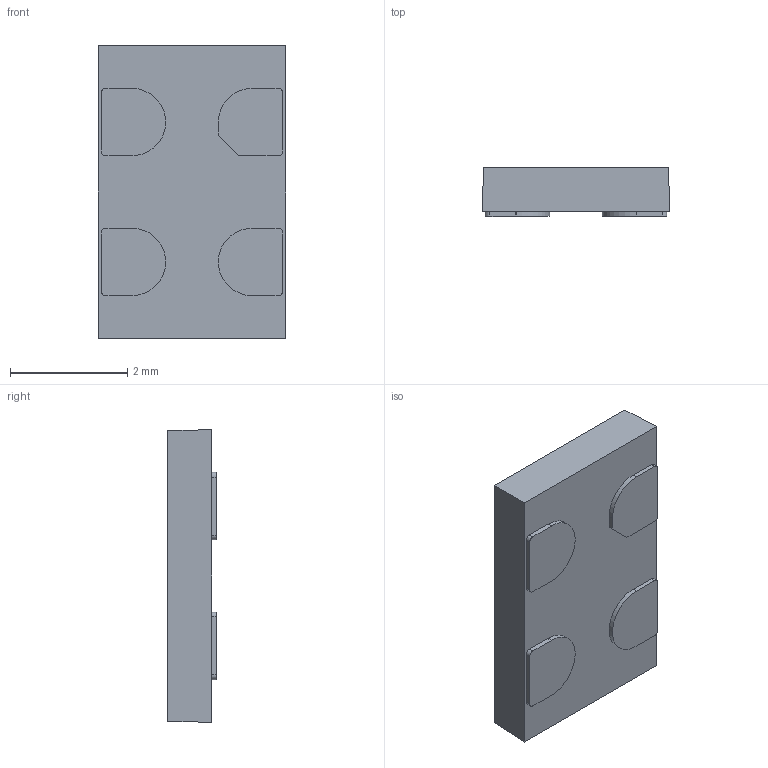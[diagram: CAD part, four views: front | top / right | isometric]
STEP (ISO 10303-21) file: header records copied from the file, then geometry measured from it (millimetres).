
FILE_DESCRIPTION (( 'STEP AP214' ), '1' );
FILE_NAME ('QFN_5032_4pins.STEP', '2021-05-06T04:49:02', ( '' ), ( '' ), 'SwSTEP 2.0', 'SolidWorks 2018', '' );
FILE_SCHEMA (( 'AUTOMOTIVE_DESIGN' ));
Length unit declared in the file: millimetre
Products named in the file (1): QFN_5032_4pins
Bounding box: 3.2 x 0.83 x 5 mm (x, y, z)
Volume: 12.2 mm3; surface area: 45.2 mm2
Topology: 1 solids, 1 shells, 42 faces, 105 edges, 70 vertices
Faces by surface type: plane 25, cylinder 17
Entity records: 1396 total; most frequent: DIRECTION 225, CARTESIAN_POINT 218, ORIENTED_EDGE 210, EDGE_CURVE 105, AXIS2_PLACEMENT_3D 77, VECTOR 71, LINE 71, VERTEX_POINT 70
